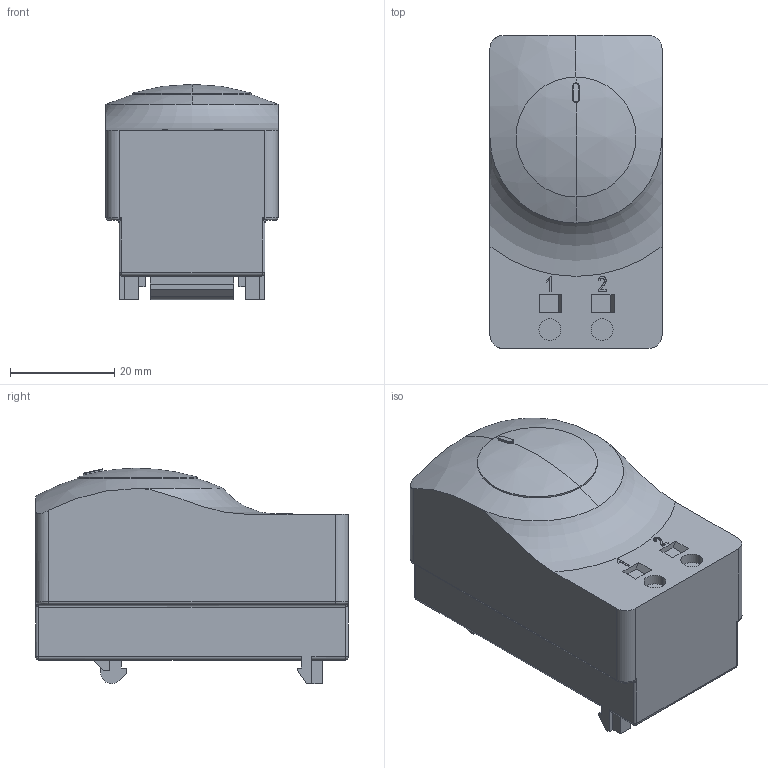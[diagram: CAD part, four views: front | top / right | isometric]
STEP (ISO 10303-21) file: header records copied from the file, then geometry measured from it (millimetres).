
FILE_DESCRIPTION(/* description */ (''),/* implementation_level */ '2;1');
FILE_NAME(/* name */ '8MR2170-2KA_v.stp',/* time_stamp */ '2024-01-23T09:40:07+01:00',/* author */ (''),/* organization */ (''),/* preprocessor_version */ 'ST-DEVELOPER v19.3',/* originating_system */ 'SIEMENS PLM Software NX2212.1700',/* authorisation */ '');
FILE_SCHEMA (('AUTOMOTIVE_DESIGN { 1 0 10303 214 3 1 1 1 }'));
Length unit declared in the file: millimetre
Products named in the file (1): model1
Bounding box: 33 x 60 x 41.3 mm (x, y, z)
Volume: 59712 mm3; surface area: 9753.1 mm2
Topology: 1 solids, 2 shells, 159 faces, 397 edges, 245 vertices
Faces by surface type: plane 79, cylinder 50, bspline 10, torus 9, extrusion 5, sphere 4, revolution 2
Entity records: 5470 total; most frequent: CARTESIAN_POINT 1738, ORIENTED_EDGE 782, DIRECTION 647, EDGE_CURVE 391, VERTEX_POINT 245, VECTOR 223, LINE 218, AXIS2_PLACEMENT_3D 211
